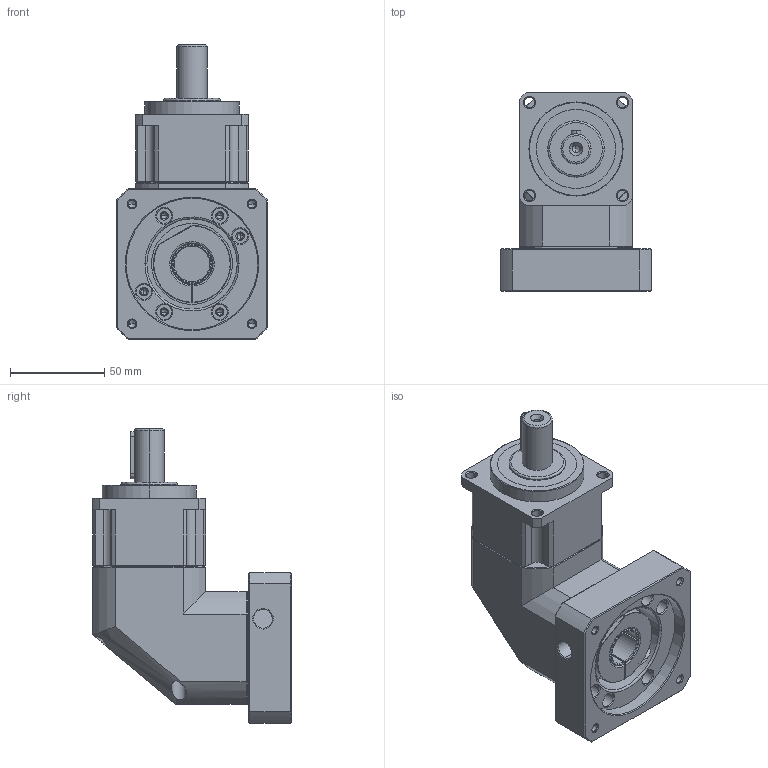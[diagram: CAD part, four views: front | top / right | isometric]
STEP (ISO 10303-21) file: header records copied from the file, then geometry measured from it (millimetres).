
FILE_DESCRIPTION (( 'STEP AP214' ), '1' );
FILE_NAME ('SBL060-L1-19-70-90-M5-M6.STEP', '2021-12-25T05:39:37', ( 'admin' ), ( '' ), 'SwSTEP 2.0', 'SolidWorks 2013', '' );
FILE_SCHEMA (( 'AUTOMOTIVE_DESIGN' ));
Length unit declared in the file: millimetre
Products named in the file (5): SB060_X2_8F9351FA7AEF_X0_; SBL060_X2_6CD55170_X0_-70-90M5; SBL060_X2_8F9351658F7495017D2773AF_X0_-19; SBL060-19; SBL060-L1-19-70-90-M5-M6
Assembly tree (4 placements, depth 2):
  SBL060-L1-19-70-90-M5-M6
    SBL060-19
    SBL060_X2_8F9351658F7495017D2773AF_X0_-19
    SBL060_X2_6CD55170_X0_-70-90M5
    SB060_X2_8F9351FA7AEF_X0_
Bounding box: 80 x 105.5 x 156.5 mm (x, y, z)
Volume: 509696.4 mm3; surface area: 89039.7 mm2
Topology: 6 solids, 6 shells, 444 faces, 1122 edges, 689 vertices
Faces by surface type: cylinder 170, plane 138, cone 119, bspline 17
Entity records: 19335 total; most frequent: CARTESIAN_POINT 3662, DIRECTION 2283, ORIENTED_EDGE 2178, EDGE_CURVE 1089, AXIS2_PLACEMENT_3D 902, VERTEX_POINT 685, EDGE_LOOP 512, LINE 479
